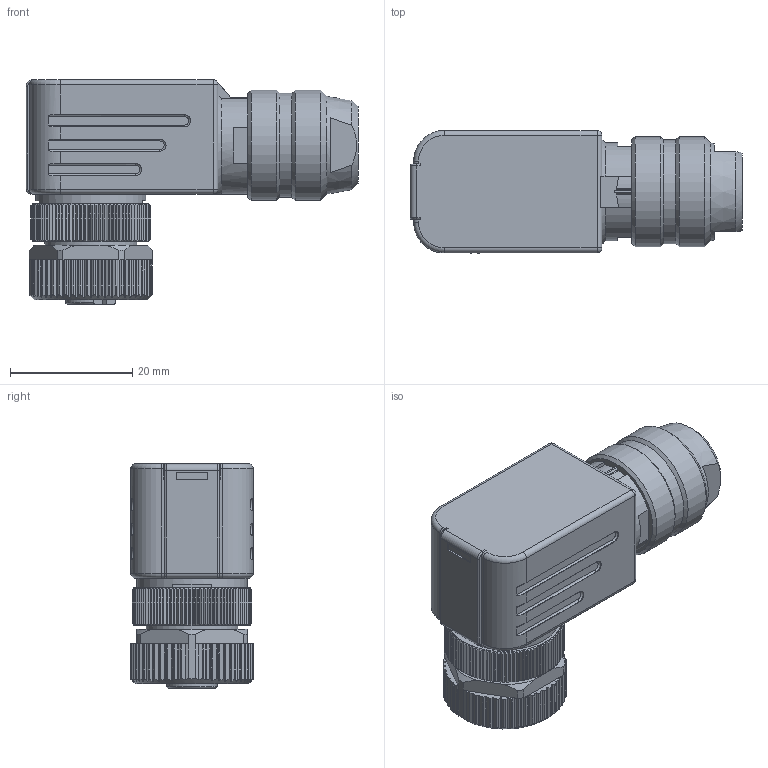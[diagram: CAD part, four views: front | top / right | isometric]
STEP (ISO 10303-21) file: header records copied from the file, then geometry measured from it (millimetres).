
FILE_DESCRIPTION(/* description */ (''),/* implementation_level */ '2;1');
FILE_NAME(/* name */ 'PB-WWAKCSW4_5K.stp',/* time_stamp */ '2016-12-13T09:18:54+01:00',/* author */ (''),/* organization */ (''),/* preprocessor_version */ 'ST-DEVELOPER v16',/* originating_system */ 'SIEMENS PLM Software NX 10.0',/* authorisation */ '');
FILE_SCHEMA (('AUTOMOTIVE_DESIGN { 1 0 10303 214 3 1 1 1 }'));
Length unit declared in the file: millimetre
Products named in the file (1): cerl1A3495B0m89a
Bounding box: 54.3 x 20.16 x 36.7 mm (x, y, z)
Volume: 20873.1 mm3; surface area: 6759.7 mm2
Topology: 1 solids, 4 shells, 938 faces, 2293 edges, 1383 vertices
Faces by surface type: plane 418, cylinder 278, cone 220, torus 16, sphere 4, bspline 2
Full cylindrical faces by diameter (mm): 1.1 x5, 1.6 x2, 1.65 x4, 1.85 x1, 10.917 x1, 15 x1, 17 x1, 18 x3
Entity records: 28991 total; most frequent: CARTESIAN_POINT 8052, ORIENTED_EDGE 4462, DIRECTION 4191, EDGE_CURVE 2231, AXIS2_PLACEMENT_3D 1655, VERTEX_POINT 1355, EDGE_LOOP 992, ADVANCED_FACE 938
